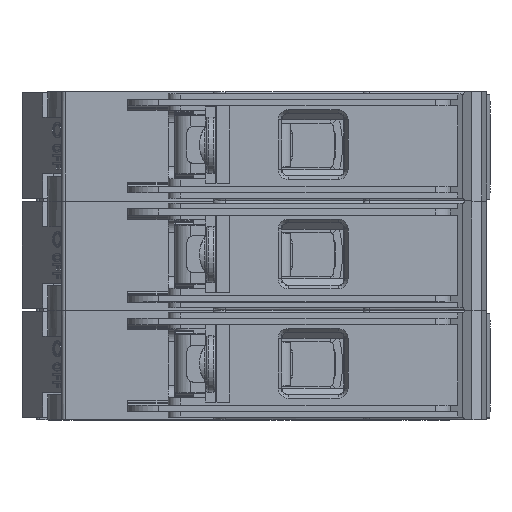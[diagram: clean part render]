
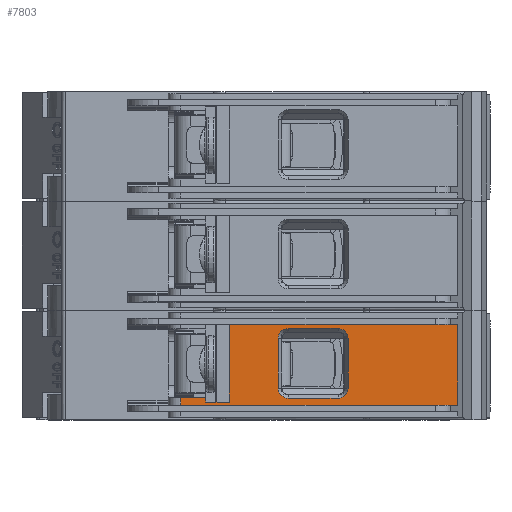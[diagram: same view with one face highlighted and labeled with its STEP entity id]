
A CAD part, top view. The second image highlights one B-rep face of the part: STEP entity #7803.
In plain terms, the highlighted face is planar.
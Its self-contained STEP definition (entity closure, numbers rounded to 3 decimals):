
#1184=FACE_BOUND('',#16434,.T.);
#1185=FACE_BOUND('',#16435,.T.);
#4579=CIRCLE('',#63576,1.577);
#4580=CIRCLE('',#63579,1.577);
#4581=CIRCLE('',#63582,1.577);
#4582=CIRCLE('',#63585,1.577);
#7803=ADVANCED_FACE('',(#1184,#1185),#9942,.T.);
#9942=PLANE('',#63628);
#16434=EDGE_LOOP('',(#32739,#32740,#32741,#32742,#32743,#32744,#32745,#32746));
#16435=EDGE_LOOP('',(#32747,#32748,#32749,#32750,#32751,#32752,#32753,#32754));
#32739=ORIENTED_EDGE('',*,*,#46844,.F.);
#32740=ORIENTED_EDGE('',*,*,#46845,.F.);
#32741=ORIENTED_EDGE('',*,*,#46846,.T.);
#32742=ORIENTED_EDGE('',*,*,#46847,.F.);
#32743=ORIENTED_EDGE('',*,*,#46848,.F.);
#32744=ORIENTED_EDGE('',*,*,#46849,.T.);
#32745=ORIENTED_EDGE('',*,*,#46761,.T.);
#32746=ORIENTED_EDGE('',*,*,#46782,.T.);
#32747=ORIENTED_EDGE('',*,*,#46757,.T.);
#32748=ORIENTED_EDGE('',*,*,#46756,.T.);
#32749=ORIENTED_EDGE('',*,*,#46753,.T.);
#32750=ORIENTED_EDGE('',*,*,#46751,.T.);
#32751=ORIENTED_EDGE('',*,*,#46749,.T.);
#32752=ORIENTED_EDGE('',*,*,#46748,.T.);
#32753=ORIENTED_EDGE('',*,*,#46746,.T.);
#32754=ORIENTED_EDGE('',*,*,#46744,.T.);
#38479=VERTEX_POINT('',#102937);
#38480=VERTEX_POINT('',#102939);
#38481=VERTEX_POINT('',#102943);
#38482=VERTEX_POINT('',#102947);
#38483=VERTEX_POINT('',#102951);
#38484=VERTEX_POINT('',#102955);
#38485=VERTEX_POINT('',#102959);
#38486=VERTEX_POINT('',#102963);
#38487=VERTEX_POINT('',#102969);
#38490=VERTEX_POINT('',#102974);
#38500=VERTEX_POINT('',#103013);
#38544=VERTEX_POINT('',#103141);
#38545=VERTEX_POINT('',#103143);
#38546=VERTEX_POINT('',#103145);
#38547=VERTEX_POINT('',#103147);
#38548=VERTEX_POINT('',#103149);
#46744=EDGE_CURVE('',#38479,#38480,#4579,.T.);
#46746=EDGE_CURVE('',#38481,#38479,#52600,.T.);
#46748=EDGE_CURVE('',#38482,#38481,#4580,.T.);
#46749=EDGE_CURVE('',#38483,#38482,#52602,.T.);
#46751=EDGE_CURVE('',#38484,#38483,#4581,.T.);
#46753=EDGE_CURVE('',#38485,#38484,#52605,.T.);
#46756=EDGE_CURVE('',#38486,#38485,#4582,.T.);
#46757=EDGE_CURVE('',#38480,#38486,#52608,.T.);
#46761=EDGE_CURVE('',#38487,#38490,#52612,.T.);
#46782=EDGE_CURVE('',#38490,#38500,#52633,.T.);
#46844=EDGE_CURVE('',#38544,#38500,#52684,.T.);
#46845=EDGE_CURVE('',#38545,#38544,#52685,.T.);
#46846=EDGE_CURVE('',#38545,#38546,#52686,.T.);
#46847=EDGE_CURVE('',#38547,#38546,#52687,.T.);
#46848=EDGE_CURVE('',#38548,#38547,#52688,.T.);
#46849=EDGE_CURVE('',#38548,#38487,#52689,.T.);
#52600=LINE('',#102944,#58361);
#52602=LINE('',#102950,#58363);
#52605=LINE('',#102958,#58366);
#52608=LINE('',#102966,#58369);
#52612=LINE('',#102975,#58373);
#52633=LINE('',#103014,#58394);
#52684=LINE('',#103140,#58445);
#52685=LINE('',#103142,#58446);
#52686=LINE('',#103144,#58447);
#52687=LINE('',#103146,#58448);
#52688=LINE('',#103148,#58449);
#52689=LINE('',#103150,#58450);
#58361=VECTOR('',#79332,1.);
#58363=VECTOR('',#79340,1.);
#58366=VECTOR('',#79349,1.);
#58369=VECTOR('',#79358,1.);
#58373=VECTOR('',#79364,1.);
#58394=VECTOR('',#79401,1.);
#58445=VECTOR('',#79516,1.);
#58446=VECTOR('',#79517,1.);
#58447=VECTOR('',#79518,1.);
#58448=VECTOR('',#79519,1.);
#58449=VECTOR('',#79520,1.);
#58450=VECTOR('',#79521,1.);
#63576=AXIS2_PLACEMENT_3D('',#102940,#79327,#79328);
#63579=AXIS2_PLACEMENT_3D('',#102948,#79336,#79337);
#63582=AXIS2_PLACEMENT_3D('',#102954,#79344,#79345);
#63585=AXIS2_PLACEMENT_3D('',#102964,#79354,#79355);
#63628=AXIS2_PLACEMENT_3D('',#103151,#79522,#79523);
#79327=DIRECTION('',(1.,0.,0.));
#79328=DIRECTION('',(0.,0.,-1.));
#79332=DIRECTION('',(0.,0.,1.));
#79336=DIRECTION('',(1.,0.,0.));
#79337=DIRECTION('',(0.,0.,-1.));
#79340=DIRECTION('',(0.,1.,0.));
#79344=DIRECTION('',(1.,0.,0.));
#79345=DIRECTION('',(0.,0.,-1.));
#79349=DIRECTION('',(0.,0.,-1.));
#79354=DIRECTION('',(1.,0.,0.));
#79355=DIRECTION('',(0.,0.,-1.));
#79358=DIRECTION('',(0.,-1.,0.));
#79364=DIRECTION('',(0.,0.,-1.));
#79401=DIRECTION('',(0.,1.,0.));
#79516=DIRECTION('',(0.,0.,-1.));
#79517=DIRECTION('',(0.,-1.,0.));
#79518=DIRECTION('',(0.,0.,-1.));
#79519=DIRECTION('',(0.,1.,0.));
#79520=DIRECTION('',(0.,0.,-1.));
#79521=DIRECTION('',(0.,1.,0.));
#79522=DIRECTION('',(-1.,0.,0.));
#79523=DIRECTION('',(0.,0.,1.));
#102937=CARTESIAN_POINT('',(-32.3,-28.423,-39.5));
#102939=CARTESIAN_POINT('',(-32.3,-30.,-37.923));
#102940=CARTESIAN_POINT('',(-32.3,-30.,-39.5));
#102943=CARTESIAN_POINT('',(-32.3,-28.423,-47.5));
#102944=CARTESIAN_POINT('',(-32.3,-28.423,-39.5));
#102947=CARTESIAN_POINT('',(-32.3,-30.,-49.077));
#102948=CARTESIAN_POINT('',(-32.3,-30.,-47.5));
#102950=CARTESIAN_POINT('',(-32.3,-30.,-49.077));
#102951=CARTESIAN_POINT('',(-32.3,-38.,-49.077));
#102954=CARTESIAN_POINT('',(-32.3,-38.,-47.5));
#102955=CARTESIAN_POINT('',(-32.3,-39.577,-47.5));
#102958=CARTESIAN_POINT('',(-32.3,-39.577,-47.5));
#102959=CARTESIAN_POINT('',(-32.3,-39.577,-39.5));
#102963=CARTESIAN_POINT('',(-32.3,-38.,-37.923));
#102964=CARTESIAN_POINT('',(-32.3,-38.,-39.5));
#102966=CARTESIAN_POINT('',(-32.3,-38.,-37.923));
#102969=CARTESIAN_POINT('',(-32.3,-20.6,-37.3));
#102974=CARTESIAN_POINT('',(-32.3,-20.6,-49.7));
#102975=CARTESIAN_POINT('',(-32.3,-20.6,-37.3));
#103013=CARTESIAN_POINT('',(-32.3,-16.8,-49.7));
#103014=CARTESIAN_POINT('',(-32.3,-20.6,-49.7));
#103140=CARTESIAN_POINT('',(-32.3,-16.8,-37.3));
#103141=CARTESIAN_POINT('',(-32.3,-16.8,-49.));
#103142=CARTESIAN_POINT('',(-32.3,-16.8,-49.));
#103143=CARTESIAN_POINT('',(-32.3,-12.8,-49.));
#103144=CARTESIAN_POINT('',(-32.3,-12.8,-43.75));
#103145=CARTESIAN_POINT('',(-32.3,-12.8,-50.2));
#103146=CARTESIAN_POINT('',(-32.3,-57.892,-50.2));
#103147=CARTESIAN_POINT('',(-32.3,-57.13,-50.2));
#103148=CARTESIAN_POINT('',(-32.3,-57.13,77.51));
#103149=CARTESIAN_POINT('',(-32.3,-57.13,-37.3));
#103150=CARTESIAN_POINT('',(-32.3,-57.892,-37.3));
#103151=CARTESIAN_POINT('',(-32.3,-53.7,-48.));
